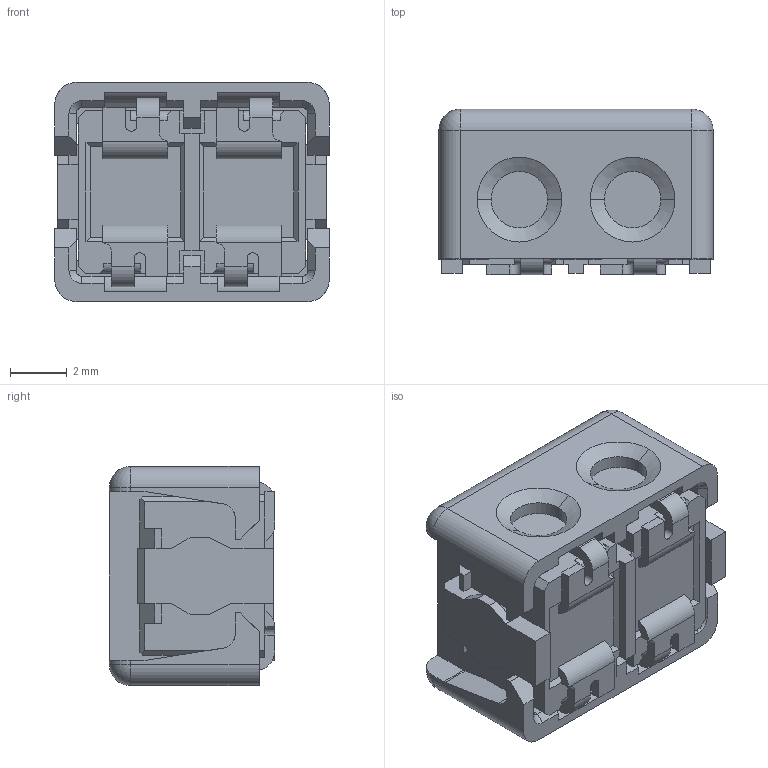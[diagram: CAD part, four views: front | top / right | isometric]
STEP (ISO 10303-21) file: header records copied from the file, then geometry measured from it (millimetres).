
FILE_DESCRIPTION((''),'2;1');
FILE_NAME('C-1-2106003-2','2016-06-10T',('workeradm'),('Tyco Electronics Ltd.'),'CREO PARAMETRIC BY PTC INC, 2015200','CREO PARAMETRIC BY PTC INC, 2015200','');
FILE_SCHEMA(('AUTOMOTIVE_DESIGN { 1 0 10303 214 1 1 1 1 }'));
Length unit declared in the file: millimetre
Products named in the file (1): C-1-2106003-2
Bounding box: 9.7 x 5.85 x 7.75 mm (x, y, z)
Volume: 359 mm3; surface area: 445.1 mm2
Topology: 1 solids, 1 shells, 327 faces, 913 edges, 586 vertices
Faces by surface type: plane 250, cylinder 61, cone 12, sphere 4
Entity records: 10401 total; most frequent: CARTESIAN_POINT 1864, ORIENTED_EDGE 1826, DIRECTION 1697, EDGE_CURVE 913, VECTOR 767, LINE 767, VERTEX_POINT 586, AXIS2_PLACEMENT_3D 465
